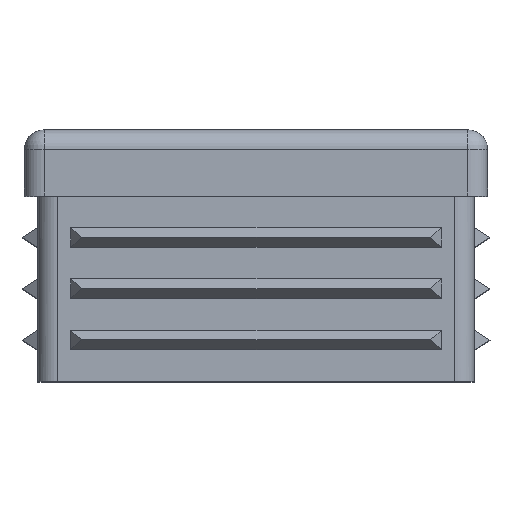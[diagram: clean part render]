
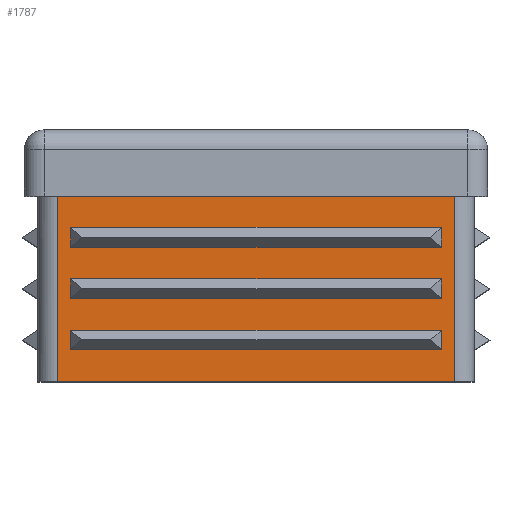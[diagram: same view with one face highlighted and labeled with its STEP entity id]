
A CAD part, top view. The second image highlights one B-rep face of the part: STEP entity #1787.
In plain terms, the highlighted planar face has unit normal (0, 0, 1).
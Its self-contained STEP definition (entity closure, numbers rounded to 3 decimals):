
#19 = DIRECTION ( 'NONE',  ( 0., 1., 0. ) ) ;
#32 = DIRECTION ( 'NONE',  ( 0., 1., 0. ) ) ;
#33 = VECTOR ( 'NONE', #1294, 1000. ) ;
#47 = ORIENTED_EDGE ( 'NONE', *, *, #2376, .F. ) ;
#61 = VECTOR ( 'NONE', #2711, 1000. ) ;
#91 = DIRECTION ( 'NONE',  ( -1., 0., 0. ) ) ;
#110 = CARTESIAN_POINT ( 'NONE',  ( 18.795, 2.375, 16.5 ) ) ;
#121 = EDGE_LOOP ( 'NONE', ( #2306, #2263, #2964, #2182 ) ) ;
#151 = DIRECTION ( 'NONE',  ( -1., 0., 0. ) ) ;
#161 = PLANE ( 'NONE',  #2356 ) ;
#172 = EDGE_CURVE ( 'NONE', #994, #1582, #2395, .T. ) ;
#189 = CARTESIAN_POINT ( 'NONE',  ( 14., 6.25, 16.5 ) ) ;
#197 = EDGE_CURVE ( 'NONE', #1910, #1700, #519, .T. ) ;
#216 = CARTESIAN_POINT ( 'NONE',  ( -15., 0., 16.5 ) ) ;
#250 = ORIENTED_EDGE ( 'NONE', *, *, #275, .F. ) ;
#258 = VECTOR ( 'NONE', #933, 1000. ) ;
#275 = EDGE_CURVE ( 'NONE', #585, #1085, #1289, .T. ) ;
#312 = ORIENTED_EDGE ( 'NONE', *, *, #910, .T. ) ;
#321 = EDGE_CURVE ( 'NONE', #1582, #2954, #1022, .T. ) ;
#341 = CARTESIAN_POINT ( 'NONE',  ( -14., 10.125, 16.5 ) ) ;
#348 = FACE_OUTER_BOUND ( 'NONE', #601, .T. ) ;
#375 = VERTEX_POINT ( 'NONE', #341 ) ;
#391 = CARTESIAN_POINT ( 'NONE',  ( 14., 3.875, 16.5 ) ) ;
#444 = VECTOR ( 'NONE', #1653, 1000. ) ;
#480 = ORIENTED_EDGE ( 'NONE', *, *, #870, .T. ) ;
#487 = ORIENTED_EDGE ( 'NONE', *, *, #2178, .T. ) ;
#519 = LINE ( 'NONE', #2610, #1000 ) ;
#542 = VECTOR ( 'NONE', #1636, 1000. ) ;
#558 = DIRECTION ( 'NONE',  ( 0., -1., 0. ) ) ;
#559 = ORIENTED_EDGE ( 'NONE', *, *, #321, .T. ) ;
#569 = DIRECTION ( 'NONE',  ( 0., 1., 0. ) ) ;
#585 = VERTEX_POINT ( 'NONE', #949 ) ;
#591 = CARTESIAN_POINT ( 'NONE',  ( 18.795, 10.125, 16.5 ) ) ;
#600 = EDGE_CURVE ( 'NONE', #1026, #1545, #1199, .T. ) ;
#601 = EDGE_LOOP ( 'NONE', ( #559, #480, #1034, #647 ) ) ;
#608 = FACE_BOUND ( 'NONE', #1632, .T. ) ;
#647 = ORIENTED_EDGE ( 'NONE', *, *, #172, .T. ) ;
#649 = CARTESIAN_POINT ( 'NONE',  ( 15., 0., 16.5 ) ) ;
#658 = VERTEX_POINT ( 'NONE', #741 ) ;
#717 = CARTESIAN_POINT ( 'NONE',  ( -14., -13.153, 16.5 ) ) ;
#741 = CARTESIAN_POINT ( 'NONE',  ( -14., 11.625, 16.5 ) ) ;
#814 = VECTOR ( 'NONE', #1669, 1000. ) ;
#870 = EDGE_CURVE ( 'NONE', #2954, #1432, #1506, .T. ) ;
#909 = DIRECTION ( 'NONE',  ( 0., 1., 0. ) ) ;
#910 = EDGE_CURVE ( 'NONE', #585, #1117, #988, .T. ) ;
#926 = VECTOR ( 'NONE', #1869, 1000. ) ;
#928 = CARTESIAN_POINT ( 'NONE',  ( 15., 11.625, 16.5 ) ) ;
#929 = EDGE_CURVE ( 'NONE', #1026, #375, #1027, .T. ) ;
#933 = DIRECTION ( 'NONE',  ( -1., 0., 0. ) ) ;
#937 = LINE ( 'NONE', #1647, #1655 ) ;
#940 = DIRECTION ( 'NONE',  ( 0., 1., 0. ) ) ;
#949 = CARTESIAN_POINT ( 'NONE',  ( 14., 2.375, 16.5 ) ) ;
#980 = CARTESIAN_POINT ( 'NONE',  ( 14., -13.153, 16.5 ) ) ;
#988 = LINE ( 'NONE', #110, #1650 ) ;
#994 = VERTEX_POINT ( 'NONE', #649 ) ;
#1000 = VECTOR ( 'NONE', #940, 1000. ) ;
#1004 = CARTESIAN_POINT ( 'NONE',  ( -14., 7.75, 16.5 ) ) ;
#1020 = EDGE_CURVE ( 'NONE', #994, #1432, #2741, .T. ) ;
#1022 = LINE ( 'NONE', #1055, #61 ) ;
#1026 = VERTEX_POINT ( 'NONE', #2757 ) ;
#1027 = LINE ( 'NONE', #591, #33 ) ;
#1034 = ORIENTED_EDGE ( 'NONE', *, *, #1020, .F. ) ;
#1055 = CARTESIAN_POINT ( 'NONE',  ( 18.795, 14., 16.5 ) ) ;
#1085 = VERTEX_POINT ( 'NONE', #391 ) ;
#1091 = CARTESIAN_POINT ( 'NONE',  ( 18.795, 0., 16.5 ) ) ;
#1117 = VERTEX_POINT ( 'NONE', #1624 ) ;
#1133 = LINE ( 'NONE', #2782, #926 ) ;
#1158 = VECTOR ( 'NONE', #558, 1000. ) ;
#1199 = LINE ( 'NONE', #980, #2769 ) ;
#1244 = CARTESIAN_POINT ( 'NONE',  ( -15., 14., 16.5 ) ) ;
#1289 = LINE ( 'NONE', #2196, #2181 ) ;
#1291 = EDGE_LOOP ( 'NONE', ( #1727, #1364, #2635, #47 ) ) ;
#1294 = DIRECTION ( 'NONE',  ( -1., 0., 0. ) ) ;
#1309 = FACE_BOUND ( 'NONE', #1291, .T. ) ;
#1354 = EDGE_CURVE ( 'NONE', #1085, #2684, #2805, .T. ) ;
#1364 = ORIENTED_EDGE ( 'NONE', *, *, #929, .T. ) ;
#1407 = VECTOR ( 'NONE', #2314, 1000. ) ;
#1419 = VERTEX_POINT ( 'NONE', #1845 ) ;
#1424 = VECTOR ( 'NONE', #19, 1000. ) ;
#1432 = VERTEX_POINT ( 'NONE', #216 ) ;
#1446 = CARTESIAN_POINT ( 'NONE',  ( 14., 11.625, 16.5 ) ) ;
#1506 = LINE ( 'NONE', #2695, #1158 ) ;
#1540 = DIRECTION ( 'NONE',  ( -1., 0., 0. ) ) ;
#1544 = CARTESIAN_POINT ( 'NONE',  ( -14., 3.875, 16.5 ) ) ;
#1545 = VERTEX_POINT ( 'NONE', #1446 ) ;
#1554 = CARTESIAN_POINT ( 'NONE',  ( 18.795, 11.625, 16.5 ) ) ;
#1582 = VERTEX_POINT ( 'NONE', #1972 ) ;
#1624 = CARTESIAN_POINT ( 'NONE',  ( -14., 2.375, 16.5 ) ) ;
#1632 = EDGE_LOOP ( 'NONE', ( #250, #312, #487, #1991 ) ) ;
#1636 = DIRECTION ( 'NONE',  ( -1., 0., 0. ) ) ;
#1647 = CARTESIAN_POINT ( 'NONE',  ( -14., -13.153, 16.5 ) ) ;
#1650 = VECTOR ( 'NONE', #91, 1000. ) ;
#1653 = DIRECTION ( 'NONE',  ( 0., 1., 0. ) ) ;
#1655 = VECTOR ( 'NONE', #909, 1000. ) ;
#1665 = LINE ( 'NONE', #2607, #542 ) ;
#1669 = DIRECTION ( 'NONE',  ( 0., 1., 0. ) ) ;
#1700 = VERTEX_POINT ( 'NONE', #2488 ) ;
#1727 = ORIENTED_EDGE ( 'NONE', *, *, #600, .F. ) ;
#1742 = FACE_BOUND ( 'NONE', #121, .T. ) ;
#1787 = ADVANCED_FACE ( 'NONE', ( #608, #1742, #1309, #348 ), #161, .F. ) ;
#1845 = CARTESIAN_POINT ( 'NONE',  ( -14., 6.25, 16.5 ) ) ;
#1869 = DIRECTION ( 'NONE',  ( -1., 0., 0. ) ) ;
#1882 = LINE ( 'NONE', #2810, #1424 ) ;
#1910 = VERTEX_POINT ( 'NONE', #189 ) ;
#1972 = CARTESIAN_POINT ( 'NONE',  ( 15., 14., 16.5 ) ) ;
#1991 = ORIENTED_EDGE ( 'NONE', *, *, #1354, .F. ) ;
#2178 = EDGE_CURVE ( 'NONE', #1117, #2684, #2828, .T. ) ;
#2181 = VECTOR ( 'NONE', #569, 1000. ) ;
#2182 = ORIENTED_EDGE ( 'NONE', *, *, #2383, .F. ) ;
#2196 = CARTESIAN_POINT ( 'NONE',  ( 14., -13.153, 16.5 ) ) ;
#2262 = LINE ( 'NONE', #2473, #3034 ) ;
#2263 = ORIENTED_EDGE ( 'NONE', *, *, #2698, .T. ) ;
#2264 = VERTEX_POINT ( 'NONE', #1004 ) ;
#2306 = ORIENTED_EDGE ( 'NONE', *, *, #197, .F. ) ;
#2314 = DIRECTION ( 'NONE',  ( -1., 0., 0. ) ) ;
#2335 = EDGE_CURVE ( 'NONE', #375, #658, #1882, .T. ) ;
#2356 = AXIS2_PLACEMENT_3D ( 'NONE', #1554, #2469, #1540 ) ;
#2376 = EDGE_CURVE ( 'NONE', #1545, #658, #1665, .T. ) ;
#2383 = EDGE_CURVE ( 'NONE', #1700, #2264, #1133, .T. ) ;
#2395 = LINE ( 'NONE', #928, #814 ) ;
#2444 = EDGE_CURVE ( 'NONE', #1419, #2264, #937, .T. ) ;
#2469 = DIRECTION ( 'NONE',  ( 0., 0., -1. ) ) ;
#2473 = CARTESIAN_POINT ( 'NONE',  ( 18.795, 6.25, 16.5 ) ) ;
#2488 = CARTESIAN_POINT ( 'NONE',  ( 14., 7.75, 16.5 ) ) ;
#2560 = CARTESIAN_POINT ( 'NONE',  ( 18.795, 3.875, 16.5 ) ) ;
#2607 = CARTESIAN_POINT ( 'NONE',  ( 18.795, 11.625, 16.5 ) ) ;
#2610 = CARTESIAN_POINT ( 'NONE',  ( 14., -13.153, 16.5 ) ) ;
#2635 = ORIENTED_EDGE ( 'NONE', *, *, #2335, .T. ) ;
#2684 = VERTEX_POINT ( 'NONE', #1544 ) ;
#2695 = CARTESIAN_POINT ( 'NONE',  ( -15., 11.625, 16.5 ) ) ;
#2698 = EDGE_CURVE ( 'NONE', #1910, #1419, #2262, .T. ) ;
#2711 = DIRECTION ( 'NONE',  ( -1., 0., 0. ) ) ;
#2741 = LINE ( 'NONE', #1091, #1407 ) ;
#2757 = CARTESIAN_POINT ( 'NONE',  ( 14., 10.125, 16.5 ) ) ;
#2769 = VECTOR ( 'NONE', #32, 1000. ) ;
#2782 = CARTESIAN_POINT ( 'NONE',  ( 18.795, 7.75, 16.5 ) ) ;
#2805 = LINE ( 'NONE', #2560, #258 ) ;
#2810 = CARTESIAN_POINT ( 'NONE',  ( -14., -13.153, 16.5 ) ) ;
#2828 = LINE ( 'NONE', #717, #444 ) ;
#2954 = VERTEX_POINT ( 'NONE', #1244 ) ;
#2964 = ORIENTED_EDGE ( 'NONE', *, *, #2444, .T. ) ;
#3034 = VECTOR ( 'NONE', #151, 1000. ) ;
